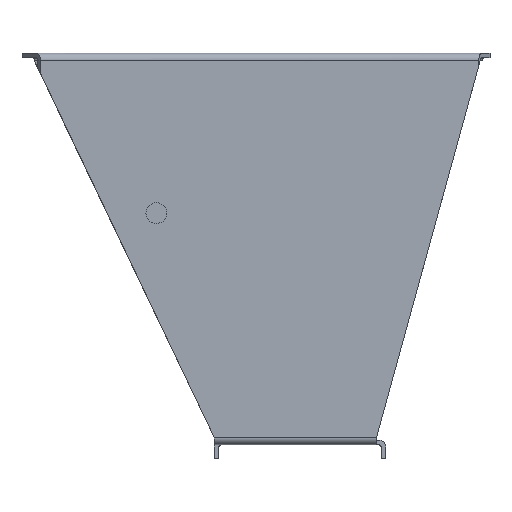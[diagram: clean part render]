
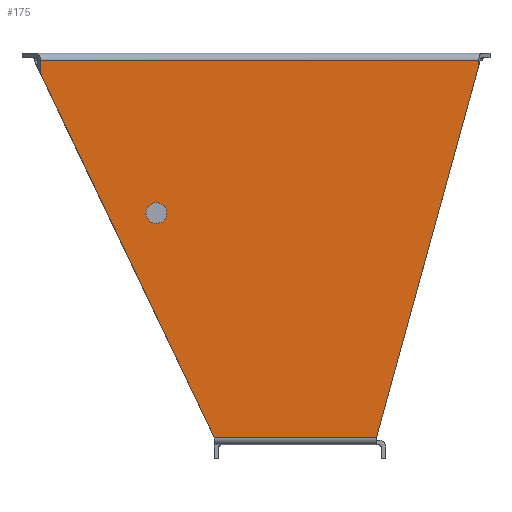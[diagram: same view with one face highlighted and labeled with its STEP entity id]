
A CAD part, left-side view. The second image highlights one B-rep face of the part: STEP entity #175.
In plain terms, the highlighted planar face has unit normal (-1, 0, 0).
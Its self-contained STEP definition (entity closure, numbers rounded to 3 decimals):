
#42=FACE_BOUND('',#352,.T.);
#43=FACE_BOUND('',#353,.T.);
#102=PLANE('',#1642);
#175=ADVANCED_FACE('NONE',(#42,#43),#102,.F.);
#352=EDGE_LOOP('',(#1054,#1055,#1056,#1057,#1058,#1059));
#353=EDGE_LOOP('',(#1060,#1061));
#434=LINE('',#2204,#607);
#444=LINE('',#2246,#617);
#491=LINE('',#2396,#664);
#493=LINE('',#2402,#666);
#506=LINE('',#2434,#679);
#513=LINE('',#2446,#686);
#607=VECTOR('',#1783,1.);
#617=VECTOR('',#1795,1.);
#664=VECTOR('',#1900,1.);
#666=VECTOR('',#1906,1.);
#679=VECTOR('',#1937,1.);
#686=VECTOR('',#1954,1.);
#1054=ORIENTED_EDGE('',*,*,#1444,.T.);
#1055=ORIENTED_EDGE('',*,*,#1363,.F.);
#1056=ORIENTED_EDGE('',*,*,#1468,.F.);
#1057=ORIENTED_EDGE('',*,*,#1441,.T.);
#1058=ORIENTED_EDGE('',*,*,#1461,.F.);
#1059=ORIENTED_EDGE('',*,*,#1377,.T.);
#1060=ORIENTED_EDGE('',*,*,#1502,.F.);
#1061=ORIENTED_EDGE('',*,*,#1394,.F.);
#1202=VERTEX_POINT('',#2205);
#1203=VERTEX_POINT('',#2206);
#1216=VERTEX_POINT('',#2245);
#1217=VERTEX_POINT('',#2247);
#1232=VERTEX_POINT('',#2293);
#1234=VERTEX_POINT('',#2296);
#1273=VERTEX_POINT('',#2394);
#1275=VERTEX_POINT('',#2397);
#1363=EDGE_CURVE('NONE',#1202,#1203,#434,.T.);
#1377=EDGE_CURVE('NONE',#1217,#1216,#444,.T.);
#1394=EDGE_CURVE('NONE',#1232,#1234,#1520,.T.);
#1441=EDGE_CURVE('NONE',#1275,#1273,#491,.T.);
#1444=EDGE_CURVE('NONE',#1216,#1203,#493,.T.);
#1461=EDGE_CURVE('NONE',#1217,#1273,#506,.T.);
#1468=EDGE_CURVE('NONE',#1275,#1202,#513,.T.);
#1502=EDGE_CURVE('NONE',#1234,#1232,#1543,.T.);
#1520=CIRCLE('',#1582,2.25);
#1543=CIRCLE('',#1641,2.25);
#1582=AXIS2_PLACEMENT_3D('',#2295,#1814,#1815);
#1641=AXIS2_PLACEMENT_3D('',#2500,#2017,#2018);
#1642=AXIS2_PLACEMENT_3D('',#2501,#2019,#2020);
#1783=DIRECTION('',(0.,0.,1.));
#1795=DIRECTION('',(0.,0.,1.));
#1814=DIRECTION('',(-1.,0.,0.));
#1815=DIRECTION('',(0.,1.,0.));
#1900=DIRECTION('',(0.,-1.,0.));
#1906=DIRECTION('',(0.,1.,0.));
#1937=DIRECTION('',(0.,0.265,-0.964));
#1954=DIRECTION('',(0.,0.431,0.902));
#2017=DIRECTION('',(-1.,0.,0.));
#2018=DIRECTION('',(0.,1.,0.));
#2019=DIRECTION('',(1.,0.,0.));
#2020=DIRECTION('',(0.,-1.,0.));
#2204=CARTESIAN_POINT('',(0.,97.,3.));
#2205=CARTESIAN_POINT('',(0.,97.,83.067));
#2206=CARTESIAN_POINT('',(0.,97.,86.));
#2245=CARTESIAN_POINT('',(0.,2.4,86.));
#2246=CARTESIAN_POINT('',(0.,2.4,3.));
#2247=CARTESIAN_POINT('',(0.,2.4,84.908));
#2293=CARTESIAN_POINT('',(0.,74.25,53.));
#2295=CARTESIAN_POINT('',(0.,72.,53.));
#2296=CARTESIAN_POINT('',(0.,69.75,53.));
#2394=CARTESIAN_POINT('',(0.,24.5,4.5));
#2396=CARTESIAN_POINT('',(0.,0.,4.5));
#2397=CARTESIAN_POINT('',(0.,59.5,4.5));
#2402=CARTESIAN_POINT('',(0.,101.,86.));
#2434=CARTESIAN_POINT('',(0.,24.5,4.5));
#2446=CARTESIAN_POINT('',(0.,59.5,4.5));
#2500=CARTESIAN_POINT('',(0.,72.,53.));
#2501=CARTESIAN_POINT('',(0.,0.,3.));
